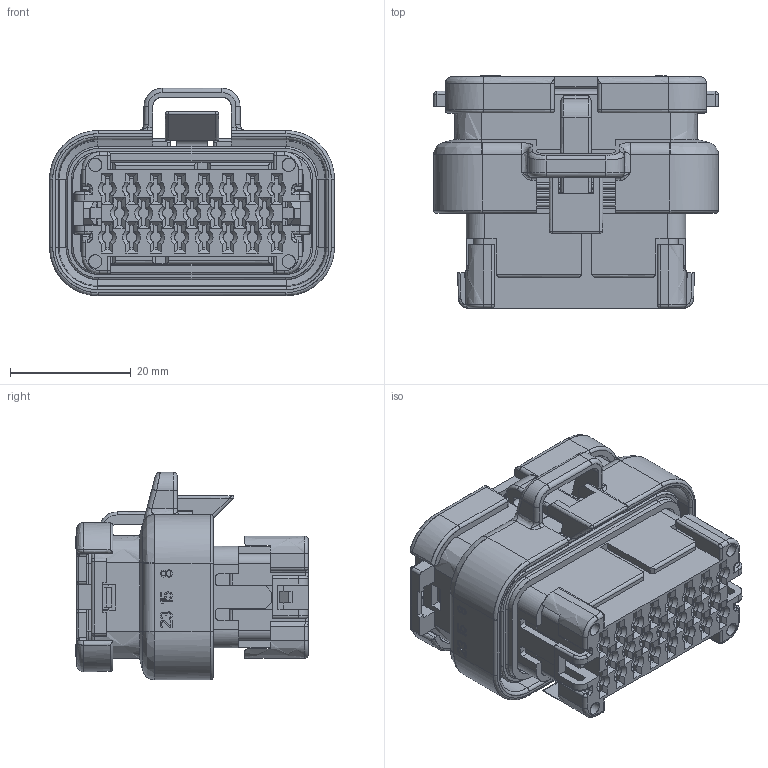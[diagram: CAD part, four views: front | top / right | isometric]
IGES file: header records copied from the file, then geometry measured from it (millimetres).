
Start section: ZWSOFT
Global section: file name: 74040-3FC014AN00WAX(W).igs; native system: ZW3D; preprocessor: 1.0; author: ZW3D; organization: ZWSOFT; date: 230314.211113; units: millimetre
Bounding box: 47.3 x 38.45 x 34.3 mm (x, y, z)
Surface area: 21994.2 mm2 (no closed solid volume)
Topology: 0 solids, 0 shells, 2949 faces, 15821 edges, 15827 vertices
Faces by surface type: bspline 2949
